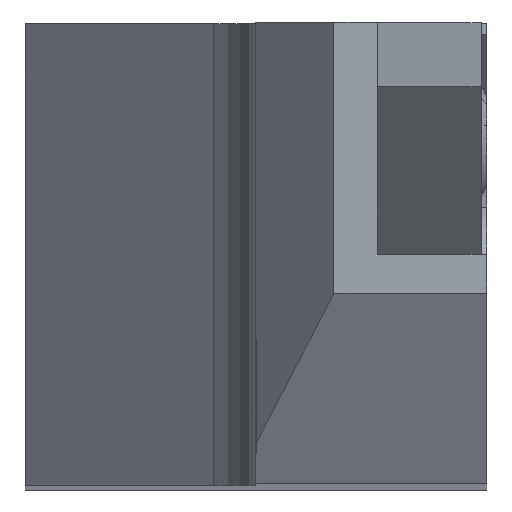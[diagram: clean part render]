
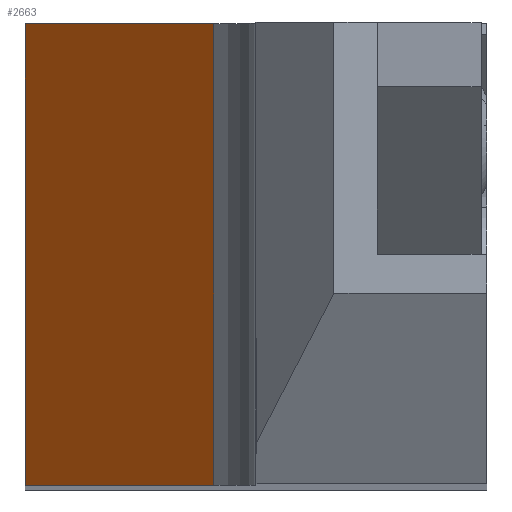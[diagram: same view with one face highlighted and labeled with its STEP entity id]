
A CAD part, top view. The second image highlights one B-rep face of the part: STEP entity #2663.
In plain terms, the highlighted planar face has unit normal (-0.707, 0, 0.707).
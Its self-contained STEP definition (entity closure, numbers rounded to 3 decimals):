
#68 = DIRECTION ( 'NONE',  ( 0.707, 0., -0.707 ) ) ;
#318 = DIRECTION ( 'NONE',  ( -0.707, 0., -0.707 ) ) ;
#437 = AXIS2_PLACEMENT_3D ( 'NONE', #1506, #68, #1741 ) ;
#491 = EDGE_CURVE ( 'NONE', #1747, #2096, #1014, .T. ) ;
#495 = PLANE ( 'NONE',  #437 ) ;
#577 = ORIENTED_EDGE ( 'NONE', *, *, #2085, .T. ) ;
#584 = CARTESIAN_POINT ( 'NONE',  ( 0., 0., -38.071 ) ) ;
#951 = VECTOR ( 'NONE', #2655, 1000. ) ;
#973 = EDGE_CURVE ( 'NONE', #2062, #1747, #2863, .T. ) ;
#1014 = LINE ( 'NONE', #584, #2204 ) ;
#1020 = LINE ( 'NONE', #1756, #2212 ) ;
#1030 = ORIENTED_EDGE ( 'NONE', *, *, #1126, .T. ) ;
#1126 = EDGE_CURVE ( 'NONE', #2488, #2096, #1020, .T. ) ;
#1233 = CARTESIAN_POINT ( 'NONE',  ( 6.536, 0., -31.536 ) ) ;
#1393 = CARTESIAN_POINT ( 'NONE',  ( 6.536, 16., -31.536 ) ) ;
#1402 = CARTESIAN_POINT ( 'NONE',  ( 6.536, 0., -31.536 ) ) ;
#1447 = ORIENTED_EDGE ( 'NONE', *, *, #491, .F. ) ;
#1506 = CARTESIAN_POINT ( 'NONE',  ( 6.536, 0., -31.536 ) ) ;
#1714 = EDGE_LOOP ( 'NONE', ( #1030, #1447, #2245, #577 ) ) ;
#1741 = DIRECTION ( 'NONE',  ( -0.707, 0., -0.707 ) ) ;
#1747 = VERTEX_POINT ( 'NONE', #2234 ) ;
#1756 = CARTESIAN_POINT ( 'NONE',  ( 6.536, 16., -31.536 ) ) ;
#1886 = CARTESIAN_POINT ( 'NONE',  ( 0., 16., -38.071 ) ) ;
#2062 = VERTEX_POINT ( 'NONE', #2094 ) ;
#2085 = EDGE_CURVE ( 'NONE', #2062, #2488, #2944, .T. ) ;
#2094 = CARTESIAN_POINT ( 'NONE',  ( 6.536, 0., -31.536 ) ) ;
#2096 = VERTEX_POINT ( 'NONE', #1886 ) ;
#2204 = VECTOR ( 'NONE', #2232, 1000. ) ;
#2212 = VECTOR ( 'NONE', #318, 1000. ) ;
#2232 = DIRECTION ( 'NONE',  ( 0., 1., 0. ) ) ;
#2234 = CARTESIAN_POINT ( 'NONE',  ( 0., 0., -38.071 ) ) ;
#2245 = ORIENTED_EDGE ( 'NONE', *, *, #973, .F. ) ;
#2311 = VECTOR ( 'NONE', #2362, 1000. ) ;
#2362 = DIRECTION ( 'NONE',  ( 0., 1., 0. ) ) ;
#2488 = VERTEX_POINT ( 'NONE', #1393 ) ;
#2655 = DIRECTION ( 'NONE',  ( -0.707, 0., -0.707 ) ) ;
#2663 = ADVANCED_FACE ( 'NONE', ( #3106 ), #495, .F. ) ;
#2863 = LINE ( 'NONE', #1233, #951 ) ;
#2944 = LINE ( 'NONE', #1402, #2311 ) ;
#3106 = FACE_OUTER_BOUND ( 'NONE', #1714, .T. ) ;
